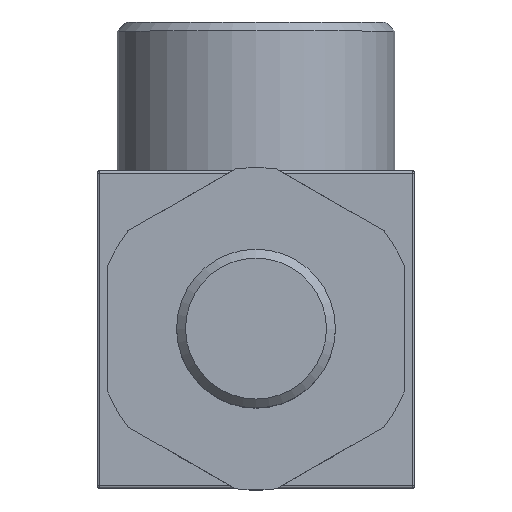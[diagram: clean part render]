
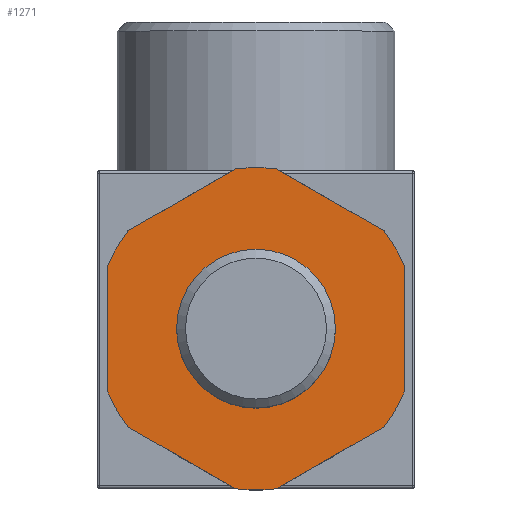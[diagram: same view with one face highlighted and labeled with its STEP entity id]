
A CAD part, top view. The second image highlights one B-rep face of the part: STEP entity #1271.
In plain terms, the highlighted planar face has unit normal (0, 0, 1).
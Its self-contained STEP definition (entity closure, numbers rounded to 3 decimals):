
#53=FACE_BOUND('',#386,.T.);
#62=LINE('',#2054,#117);
#65=LINE('',#2106,#120);
#68=LINE('',#2176,#123);
#73=LINE('',#2236,#128);
#74=LINE('',#2239,#129);
#77=LINE('',#2245,#132);
#117=VECTOR('',#1572,10.);
#120=VECTOR('',#1597,10.);
#123=VECTOR('',#1610,10.);
#128=VECTOR('',#1629,10.);
#129=VECTOR('',#1632,10.);
#132=VECTOR('',#1637,10.);
#305=FACE_OUTER_BOUND('',#385,.T.);
#385=EDGE_LOOP('',(#955,#956,#957,#958,#959,#960,#961,#962,#963,#964,#965,
#966));
#386=EDGE_LOOP('',(#967,#968));
#468=CIRCLE('',#1384,16.25);
#469=CIRCLE('',#1389,16.25);
#470=CIRCLE('',#1391,16.25);
#471=CIRCLE('',#1393,16.25);
#472=CIRCLE('',#1395,16.25);
#473=CIRCLE('',#1397,16.25);
#474=CIRCLE('',#1399,8.);
#475=CIRCLE('',#1400,8.);
#572=VERTEX_POINT('',#2051);
#573=VERTEX_POINT('',#2053);
#582=VERTEX_POINT('',#2103);
#583=VERTEX_POINT('',#2105);
#588=VERTEX_POINT('',#2173);
#589=VERTEX_POINT('',#2175);
#593=VERTEX_POINT('',#2228);
#594=VERTEX_POINT('',#2230);
#595=VERTEX_POINT('',#2234);
#596=VERTEX_POINT('',#2238);
#597=VERTEX_POINT('',#2242);
#598=VERTEX_POINT('',#2244);
#599=VERTEX_POINT('',#2258);
#600=VERTEX_POINT('',#2259);
#691=EDGE_CURVE('',#573,#572,#62,.T.);
#704=EDGE_CURVE('',#583,#582,#65,.T.);
#713=EDGE_CURVE('',#589,#588,#68,.T.);
#721=EDGE_CURVE('',#593,#594,#468,.T.);
#724=EDGE_CURVE('',#593,#595,#73,.T.);
#725=EDGE_CURVE('',#596,#594,#74,.T.);
#728=EDGE_CURVE('',#598,#597,#77,.T.);
#730=EDGE_CURVE('',#596,#588,#469,.T.);
#731=EDGE_CURVE('',#583,#595,#470,.T.);
#732=EDGE_CURVE('',#589,#572,#471,.T.);
#733=EDGE_CURVE('',#573,#597,#472,.T.);
#734=EDGE_CURVE('',#598,#582,#473,.T.);
#735=EDGE_CURVE('',#599,#600,#474,.T.);
#736=EDGE_CURVE('',#600,#599,#475,.T.);
#955=ORIENTED_EDGE('',*,*,#725,.T.);
#956=ORIENTED_EDGE('',*,*,#721,.F.);
#957=ORIENTED_EDGE('',*,*,#724,.T.);
#958=ORIENTED_EDGE('',*,*,#731,.F.);
#959=ORIENTED_EDGE('',*,*,#704,.T.);
#960=ORIENTED_EDGE('',*,*,#734,.F.);
#961=ORIENTED_EDGE('',*,*,#728,.T.);
#962=ORIENTED_EDGE('',*,*,#733,.F.);
#963=ORIENTED_EDGE('',*,*,#691,.T.);
#964=ORIENTED_EDGE('',*,*,#732,.F.);
#965=ORIENTED_EDGE('',*,*,#713,.T.);
#966=ORIENTED_EDGE('',*,*,#730,.F.);
#967=ORIENTED_EDGE('',*,*,#735,.T.);
#968=ORIENTED_EDGE('',*,*,#736,.T.);
#1233=PLANE('',#1398);
#1271=ADVANCED_FACE('',(#305,#53),#1233,.T.);
#1384=AXIS2_PLACEMENT_3D('',#2231,#1623,#1624);
#1389=AXIS2_PLACEMENT_3D('',#2248,#1641,#1642);
#1391=AXIS2_PLACEMENT_3D('',#2250,#1645,#1646);
#1393=AXIS2_PLACEMENT_3D('',#2252,#1649,#1650);
#1395=AXIS2_PLACEMENT_3D('',#2254,#1653,#1654);
#1397=AXIS2_PLACEMENT_3D('',#2256,#1657,#1658);
#1398=AXIS2_PLACEMENT_3D('',#2257,#1659,#1660);
#1399=AXIS2_PLACEMENT_3D('',#2260,#1661,#1662);
#1400=AXIS2_PLACEMENT_3D('',#2261,#1663,#1664);
#1572=DIRECTION('',(0.,1.,0.));
#1597=DIRECTION('',(0.866,-0.5,0.));
#1610=DIRECTION('',(-0.866,0.5,0.));
#1623=DIRECTION('center_axis',(0.,0.,-1.));
#1624=DIRECTION('ref_axis',(1.,0.,0.));
#1629=DIRECTION('',(0.,-1.,0.));
#1632=DIRECTION('',(-0.866,-0.5,0.));
#1637=DIRECTION('',(0.866,0.5,0.));
#1641=DIRECTION('center_axis',(0.,0.,-1.));
#1642=DIRECTION('ref_axis',(1.,0.,0.));
#1645=DIRECTION('center_axis',(0.,0.,-1.));
#1646=DIRECTION('ref_axis',(1.,0.,0.));
#1649=DIRECTION('center_axis',(0.,0.,-1.));
#1650=DIRECTION('ref_axis',(1.,0.,0.));
#1653=DIRECTION('center_axis',(0.,0.,-1.));
#1654=DIRECTION('ref_axis',(1.,0.,0.));
#1657=DIRECTION('center_axis',(0.,0.,-1.));
#1658=DIRECTION('ref_axis',(1.,0.,0.));
#1659=DIRECTION('center_axis',(0.,0.,1.));
#1660=DIRECTION('ref_axis',(1.,0.,0.));
#1661=DIRECTION('center_axis',(0.,0.,-1.));
#1662=DIRECTION('ref_axis',(1.,0.,0.));
#1663=DIRECTION('center_axis',(0.,0.,-1.));
#1664=DIRECTION('ref_axis',(1.,0.,0.));
#2051=CARTESIAN_POINT('',(15.,6.25,18.));
#2053=CARTESIAN_POINT('',(15.,-6.25,18.));
#2054=CARTESIAN_POINT('',(15.,5.,18.));
#2103=CARTESIAN_POINT('',(-2.087,-16.115,18.));
#2105=CARTESIAN_POINT('',(-12.913,-9.865,18.));
#2106=CARTESIAN_POINT('',(-13.725,-9.397,18.));
#2173=CARTESIAN_POINT('',(2.087,16.115,18.));
#2175=CARTESIAN_POINT('',(12.913,9.865,18.));
#2176=CARTESIAN_POINT('',(6.688,13.459,18.));
#2228=CARTESIAN_POINT('',(-15.,6.25,18.));
#2230=CARTESIAN_POINT('',(-12.913,9.865,18.));
#2231=CARTESIAN_POINT('Origin',(0.,0.,18.));
#2234=CARTESIAN_POINT('',(-15.,-6.25,18.));
#2236=CARTESIAN_POINT('',(-15.,11.25,18.));
#2238=CARTESIAN_POINT('',(-2.087,16.115,18.));
#2239=CARTESIAN_POINT('',(-1.275,16.584,18.));
#2242=CARTESIAN_POINT('',(12.913,-9.865,18.));
#2244=CARTESIAN_POINT('',(2.087,-16.115,18.));
#2245=CARTESIAN_POINT('',(8.312,-12.522,18.));
#2248=CARTESIAN_POINT('Origin',(0.,0.,18.));
#2250=CARTESIAN_POINT('Origin',(0.,0.,18.));
#2252=CARTESIAN_POINT('Origin',(0.,0.,18.));
#2254=CARTESIAN_POINT('Origin',(0.,0.,18.));
#2256=CARTESIAN_POINT('Origin',(0.,0.,18.));
#2257=CARTESIAN_POINT('Origin',(0.,16.25,18.));
#2258=CARTESIAN_POINT('',(0.,8.,18.));
#2259=CARTESIAN_POINT('',(0.,-8.,18.));
#2260=CARTESIAN_POINT('Origin',(0.,0.,18.));
#2261=CARTESIAN_POINT('Origin',(0.,0.,18.));
